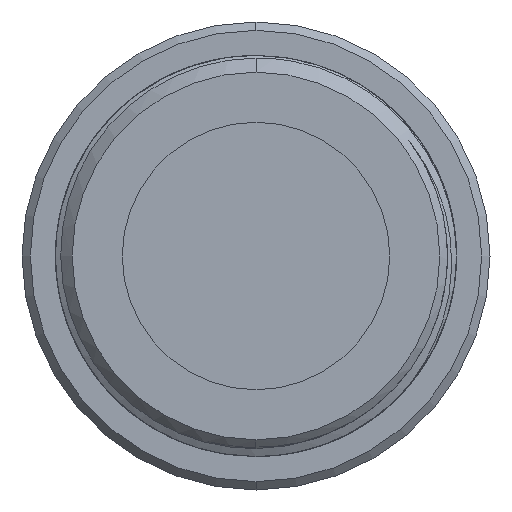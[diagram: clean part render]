
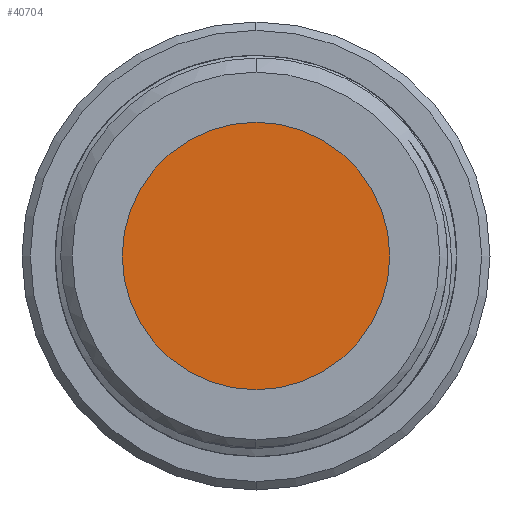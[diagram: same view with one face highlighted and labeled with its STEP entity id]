
A CAD part, left-side view. The second image highlights one B-rep face of the part: STEP entity #40704.
In plain terms, the highlighted face is planar.
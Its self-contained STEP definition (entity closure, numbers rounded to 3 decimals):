
#40 = VERTEX_POINT('',#41);
#41 = CARTESIAN_POINT('',(0.,0.5,-4.));
#50 = CYLINDRICAL_SURFACE('',#51,4.);
#51 = AXIS2_PLACEMENT_3D('',#52,#53,#54);
#52 = CARTESIAN_POINT('',(0.,0.5,0.));
#53 = DIRECTION('',(-0.,-1.,-0.));
#54 = DIRECTION('',(0.,0.,-1.));
#62 = CYLINDRICAL_SURFACE('',#63,4.);
#63 = AXIS2_PLACEMENT_3D('',#64,#65,#66);
#64 = CARTESIAN_POINT('',(0.,0.5,0.));
#65 = DIRECTION('',(-0.,-1.,-0.));
#66 = DIRECTION('',(0.,0.,-1.));
#108 = VERTEX_POINT('',#109);
#109 = CARTESIAN_POINT('',(0.,0.5,4.));
#130 = EDGE_CURVE('',#108,#40,#131,.T.);
#131 = SURFACE_CURVE('',#132,(#137,#144),.PCURVE_S1.);
#132 = CIRCLE('',#133,4.);
#133 = AXIS2_PLACEMENT_3D('',#134,#135,#136);
#134 = CARTESIAN_POINT('',(0.,0.5,0.));
#135 = DIRECTION('',(0.,-1.,0.));
#136 = DIRECTION('',(0.,0.,-1.));
#137 = PCURVE('',#50,#138);
#138 = DEFINITIONAL_REPRESENTATION('',(#139),#143);
#139 = LINE('',#140,#141);
#140 = CARTESIAN_POINT('',(0.,0.));
#141 = VECTOR('',#142,1.);
#142 = DIRECTION('',(1.,0.));
#143 = ( GEOMETRIC_REPRESENTATION_CONTEXT(2) 
PARAMETRIC_REPRESENTATION_CONTEXT() REPRESENTATION_CONTEXT('2D SPACE',''
  ) );
#144 = PCURVE('',#145,#150);
#145 = PLANE('',#146);
#146 = AXIS2_PLACEMENT_3D('',#147,#148,#149);
#147 = CARTESIAN_POINT('',(0.,0.5,0.));
#148 = DIRECTION('',(0.,-1.,0.));
#149 = DIRECTION('',(0.,-0.,-1.));
#150 = DEFINITIONAL_REPRESENTATION('',(#151),#155);
#151 = CIRCLE('',#152,4.);
#152 = AXIS2_PLACEMENT_2D('',#153,#154);
#153 = CARTESIAN_POINT('',(0.,0.));
#154 = DIRECTION('',(1.,0.));
#155 = ( GEOMETRIC_REPRESENTATION_CONTEXT(2) 
PARAMETRIC_REPRESENTATION_CONTEXT() REPRESENTATION_CONTEXT('2D SPACE',''
  ) );
#40682 = EDGE_CURVE('',#40,#108,#40683,.T.);
#40683 = SURFACE_CURVE('',#40684,(#40689,#40696),.PCURVE_S1.);
#40684 = CIRCLE('',#40685,4.);
#40685 = AXIS2_PLACEMENT_3D('',#40686,#40687,#40688);
#40686 = CARTESIAN_POINT('',(0.,0.5,0.));
#40687 = DIRECTION('',(0.,-1.,0.));
#40688 = DIRECTION('',(0.,0.,-1.));
#40689 = PCURVE('',#62,#40690);
#40690 = DEFINITIONAL_REPRESENTATION('',(#40691),#40695);
#40691 = LINE('',#40692,#40693);
#40692 = CARTESIAN_POINT('',(0.,0.));
#40693 = VECTOR('',#40694,1.);
#40694 = DIRECTION('',(1.,0.));
#40695 = ( GEOMETRIC_REPRESENTATION_CONTEXT(2) 
PARAMETRIC_REPRESENTATION_CONTEXT() REPRESENTATION_CONTEXT('2D SPACE',''
  ) );
#40696 = PCURVE('',#145,#40697);
#40697 = DEFINITIONAL_REPRESENTATION('',(#40698),#40702);
#40698 = CIRCLE('',#40699,4.);
#40699 = AXIS2_PLACEMENT_2D('',#40700,#40701);
#40700 = CARTESIAN_POINT('',(0.,0.));
#40701 = DIRECTION('',(1.,0.));
#40702 = ( GEOMETRIC_REPRESENTATION_CONTEXT(2) 
PARAMETRIC_REPRESENTATION_CONTEXT() REPRESENTATION_CONTEXT('2D SPACE',''
  ) );
#40704 = ADVANCED_FACE('',(#40705),#145,.T.);
#40705 = FACE_BOUND('',#40706,.T.);
#40706 = EDGE_LOOP('',(#40707,#40708));
#40707 = ORIENTED_EDGE('',*,*,#40682,.T.);
#40708 = ORIENTED_EDGE('',*,*,#130,.T.);
